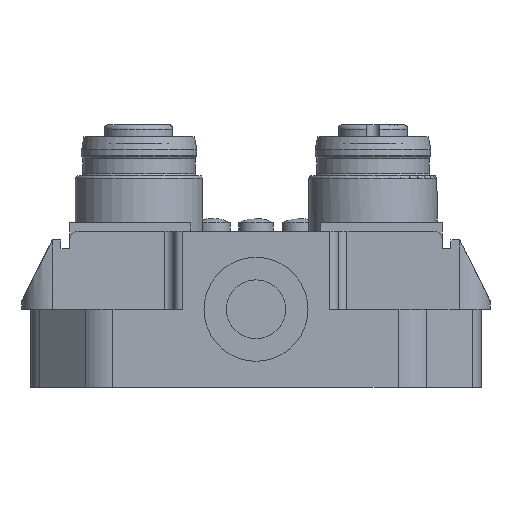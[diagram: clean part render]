
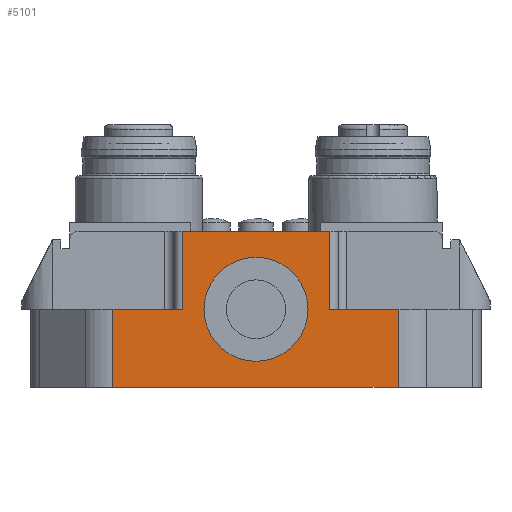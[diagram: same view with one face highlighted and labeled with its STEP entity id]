
A CAD part, left-side view. The second image highlights one B-rep face of the part: STEP entity #5101.
In plain terms, the highlighted planar face has unit normal (-1, 0, 0).
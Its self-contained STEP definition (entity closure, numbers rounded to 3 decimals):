
#97=FACE_BOUND($,#1158,.T.);
#512=CIRCLE($,#5472,6.);
#826=FACE_OUTER_BOUND($,#1157,.T.);
#1157=EDGE_LOOP($,(#3693,#3694,#3695,#3696,#3697,#3698,#3699,#3700));
#1158=EDGE_LOOP($,(#3701));
#1621=LINE($,#7599,#2002);
#1624=LINE($,#7615,#2005);
#1669=LINE($,#7742,#2050);
#1695=LINE($,#7816,#2076);
#1697=LINE($,#7821,#2078);
#1698=LINE($,#7822,#2079);
#1699=LINE($,#7823,#2080);
#1700=LINE($,#7824,#2081);
#2002=VECTOR($,#6018,9.);
#2005=VECTOR($,#6035,9.);
#2050=VECTOR($,#6146,9.);
#2076=VECTOR($,#6210,9.);
#2078=VECTOR($,#6216,17.);
#2079=VECTOR($,#6217,8.);
#2080=VECTOR($,#6218,33.);
#2081=VECTOR($,#6219,8.);
#2383=VERTEX_POINT($,#7596);
#2384=VERTEX_POINT($,#7598);
#2388=VERTEX_POINT($,#7609);
#2390=VERTEX_POINT($,#7613);
#2438=VERTEX_POINT($,#7738);
#2439=VERTEX_POINT($,#7740);
#2467=VERTEX_POINT($,#7813);
#2468=VERTEX_POINT($,#7815);
#2470=VERTEX_POINT($,#7825);
#2877=EDGE_CURVE($,#2383,#2384,#1621,.T.);
#2885=EDGE_CURVE($,#2390,#2388,#1624,.T.);
#2948=EDGE_CURVE($,#2438,#2439,#1669,.T.);
#2985=EDGE_CURVE($,#2467,#2468,#1695,.T.);
#2988=EDGE_CURVE($,#2439,#2468,#1697,.T.);
#2989=EDGE_CURVE($,#2388,#2467,#1698,.T.);
#2990=EDGE_CURVE($,#2390,#2384,#1699,.T.);
#2991=EDGE_CURVE($,#2438,#2383,#1700,.T.);
#2992=EDGE_CURVE($,#2470,#2470,#512,.T.);
#3693=ORIENTED_EDGE($,*,*,#2948,.T.);
#3694=ORIENTED_EDGE($,*,*,#2988,.T.);
#3695=ORIENTED_EDGE($,*,*,#2985,.F.);
#3696=ORIENTED_EDGE($,*,*,#2989,.F.);
#3697=ORIENTED_EDGE($,*,*,#2885,.F.);
#3698=ORIENTED_EDGE($,*,*,#2990,.T.);
#3699=ORIENTED_EDGE($,*,*,#2877,.F.);
#3700=ORIENTED_EDGE($,*,*,#2991,.F.);
#3701=ORIENTED_EDGE($,*,*,#2992,.F.);
#4901=PLANE($,#5471);
#5101=ADVANCED_FACE($,(#826,#97),#4901,.T.);
#5471=AXIS2_PLACEMENT_3D($,#7820,#6214,#6215);
#5472=AXIS2_PLACEMENT_3D($,#7826,#6220,#6221);
#6018=DIRECTION($,(0.,0.,-1.));
#6035=DIRECTION($,(0.,0.,1.));
#6146=DIRECTION($,(0.,0.,1.));
#6210=DIRECTION($,(0.,0.,1.));
#6214=DIRECTION('center_axis',(-1.,0.,0.));
#6215=DIRECTION('ref_axis',(0.,1.,0.));
#6216=DIRECTION($,(0.,1.,0.));
#6217=DIRECTION($,(0.,-1.,0.));
#6218=DIRECTION($,(0.,-1.,0.));
#6219=DIRECTION($,(0.,-1.,0.));
#6220=DIRECTION('center_axis',(-1.,0.,0.));
#6221=DIRECTION('ref_axis',(0.,-1.,0.));
#7596=CARTESIAN_POINT('',(0.,-16.5,0.));
#7598=CARTESIAN_POINT('',(0.,-16.5,-9.));
#7599=CARTESIAN_POINT($,(0.,-16.5,0.));
#7609=CARTESIAN_POINT('',(0.,16.5,0.));
#7613=CARTESIAN_POINT('',(0.,16.5,-9.));
#7615=CARTESIAN_POINT($,(0.,16.5,0.));
#7738=CARTESIAN_POINT('',(0.,-8.5,0.));
#7740=CARTESIAN_POINT('',(0.,-8.5,9.));
#7742=CARTESIAN_POINT($,(0.,-8.5,0.));
#7813=CARTESIAN_POINT('',(0.,8.5,0.));
#7815=CARTESIAN_POINT('',(0.,8.5,9.));
#7816=CARTESIAN_POINT($,(0.,8.5,0.));
#7820=CARTESIAN_POINT('Origin',(0.,-8.5,0.));
#7821=CARTESIAN_POINT($,(0.,0.,9.));
#7822=CARTESIAN_POINT($,(0.,0.,0.));
#7823=CARTESIAN_POINT($,(0.,0.,-9.));
#7824=CARTESIAN_POINT($,(0.,0.,0.));
#7825=CARTESIAN_POINT('',(0.,6.,0.));
#7826=CARTESIAN_POINT('Origin',(0.,0.,0.));
